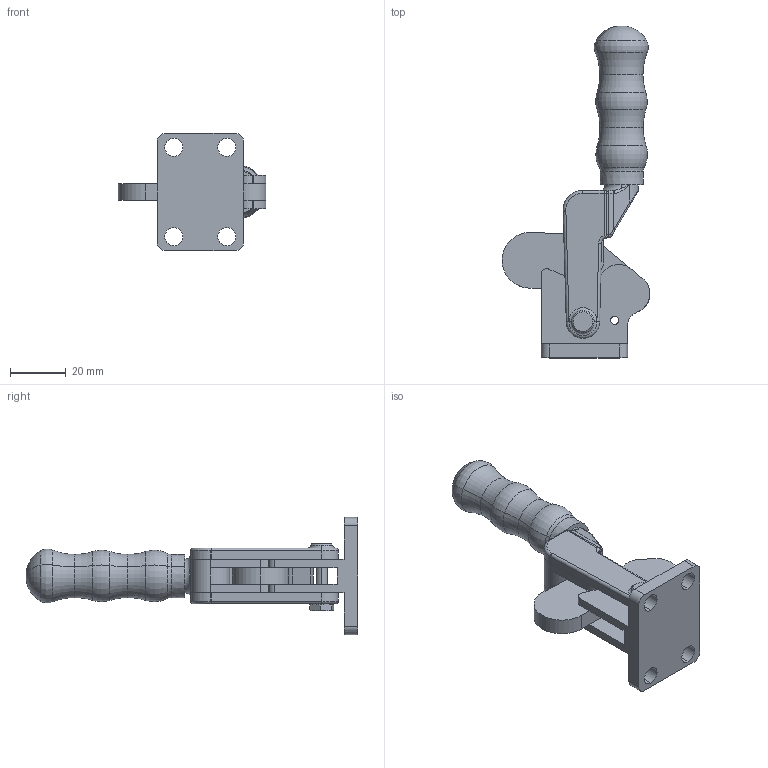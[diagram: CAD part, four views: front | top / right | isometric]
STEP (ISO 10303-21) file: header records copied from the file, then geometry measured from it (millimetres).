
FILE_DESCRIPTION (( 'STEP AP214' ), '1' );
FILE_NAME ('GH-70300-B(Â²¤Æ).STEP', '2020-03-16T05:48:08', ( 'LinWei' ), ( '' ), 'SwSTEP 2.0', 'SolidWorks 2016', '' );
FILE_SCHEMA (( 'AUTOMOTIVE_DESIGN' ));
Length unit declared in the file: millimetre
Products named in the file (6): GH-70300-B(簡化); 37030008簡化); Group1_GH-70320(簡化); Group1^Group1_GH-70320(簡化); Group4^GH-70300-B(簡化); Group2^GH-70300-B(簡化)
Assembly tree (5 placements, depth 3):
  GH-70300-B(簡化)
    Group2^GH-70300-B(簡化)
    Group4^GH-70300-B(簡化)
    Group1_GH-70320(簡化)
      Group1^Group1_GH-70320(簡化)
    37030008簡化)
Bounding box: 53 x 119.02 x 42 mm (x, y, z)
Volume: 40847.8 mm3; surface area: 20255.4 mm2
Topology: 4 solids, 4 shells, 229 faces, 577 edges, 350 vertices
Faces by surface type: cylinder 88, plane 58, torus 37, bspline 26, cone 18, sphere 2
Entity records: 8728 total; most frequent: CARTESIAN_POINT 2370, DIRECTION 1191, ORIENTED_EDGE 1134, EDGE_CURVE 567, AXIS2_PLACEMENT_3D 489, VERTEX_POINT 348, CIRCLE 277, EDGE_LOOP 261
